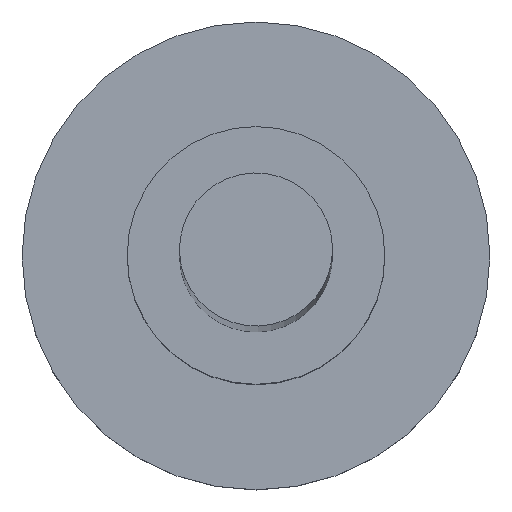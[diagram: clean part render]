
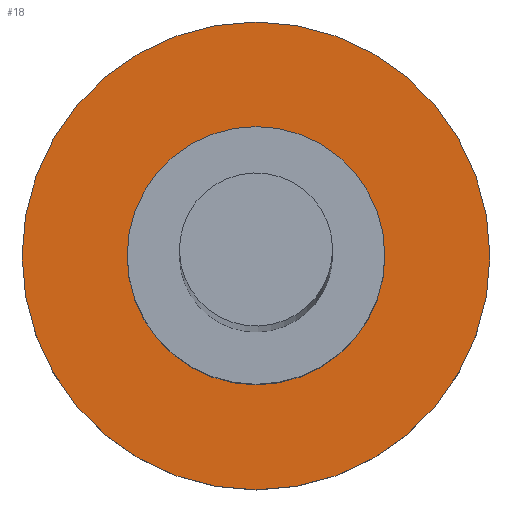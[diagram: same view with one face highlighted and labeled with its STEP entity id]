
A CAD part, top view. The second image highlights one B-rep face of the part: STEP entity #18.
In plain terms, the highlighted face is planar.
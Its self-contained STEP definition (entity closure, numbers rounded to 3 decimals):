
#5 = CARTESIAN_POINT ( 'NONE',  ( 0., -9., 0. ) ) ;
#12 = CIRCLE ( 'NONE', #315, 27.5 ) ;
#13 = CARTESIAN_POINT ( 'NONE',  ( 0., -9., 0. ) ) ;
#18 = ADVANCED_FACE ( 'NONE', ( #276, #377 ), #165, .T. ) ;
#20 = EDGE_CURVE ( 'NONE', #369, #134, #212, .T. ) ;
#23 = EDGE_LOOP ( 'NONE', ( #191, #125 ) ) ;
#29 = DIRECTION ( 'NONE',  ( 0., 0., -1. ) ) ;
#36 = DIRECTION ( 'NONE',  ( 0., 0., -1. ) ) ;
#84 = DIRECTION ( 'NONE',  ( 0., 0., -1. ) ) ;
#87 = CIRCLE ( 'NONE', #403, 27.5 ) ;
#95 = CARTESIAN_POINT ( 'NONE',  ( 0., -9., -27.5 ) ) ;
#109 = DIRECTION ( 'NONE',  ( 0., 0., -1. ) ) ;
#112 = EDGE_CURVE ( 'NONE', #134, #369, #381, .T. ) ;
#121 = AXIS2_PLACEMENT_3D ( 'NONE', #202, #235, #29 ) ;
#125 = ORIENTED_EDGE ( 'NONE', *, *, #20, .F. ) ;
#134 = VERTEX_POINT ( 'NONE', #342 ) ;
#135 = DIRECTION ( 'NONE',  ( 0., -1., 0. ) ) ;
#147 = DIRECTION ( 'NONE',  ( 0., -1., 0. ) ) ;
#160 = AXIS2_PLACEMENT_3D ( 'NONE', #5, #135, #36 ) ;
#165 = PLANE ( 'NONE',  #121 ) ;
#191 = ORIENTED_EDGE ( 'NONE', *, *, #112, .F. ) ;
#197 = EDGE_LOOP ( 'NONE', ( #266, #374 ) ) ;
#201 = VERTEX_POINT ( 'NONE', #392 ) ;
#202 = CARTESIAN_POINT ( 'NONE',  ( 27.5, -9., 0. ) ) ;
#212 = CIRCLE ( 'NONE', #373, 15.15 ) ;
#219 = EDGE_CURVE ( 'NONE', #201, #420, #87, .T. ) ;
#220 = EDGE_CURVE ( 'NONE', #420, #201, #12, .T. ) ;
#232 = CARTESIAN_POINT ( 'NONE',  ( 0., -9., 0. ) ) ;
#235 = DIRECTION ( 'NONE',  ( 0., -1., 0. ) ) ;
#266 = ORIENTED_EDGE ( 'NONE', *, *, #220, .T. ) ;
#269 = DIRECTION ( 'NONE',  ( 0., -1., 0. ) ) ;
#276 = FACE_OUTER_BOUND ( 'NONE', #197, .T. ) ;
#284 = DIRECTION ( 'NONE',  ( 0., 0., -1. ) ) ;
#294 = CARTESIAN_POINT ( 'NONE',  ( 0., -9., 15.15 ) ) ;
#313 = CARTESIAN_POINT ( 'NONE',  ( 0., -9., 0. ) ) ;
#315 = AXIS2_PLACEMENT_3D ( 'NONE', #313, #431, #84 ) ;
#342 = CARTESIAN_POINT ( 'NONE',  ( 0., -9., -15.15 ) ) ;
#369 = VERTEX_POINT ( 'NONE', #294 ) ;
#373 = AXIS2_PLACEMENT_3D ( 'NONE', #232, #269, #109 ) ;
#374 = ORIENTED_EDGE ( 'NONE', *, *, #219, .T. ) ;
#377 = FACE_BOUND ( 'NONE', #23, .T. ) ;
#381 = CIRCLE ( 'NONE', #160, 15.15 ) ;
#392 = CARTESIAN_POINT ( 'NONE',  ( 0., -9., 27.5 ) ) ;
#403 = AXIS2_PLACEMENT_3D ( 'NONE', #13, #147, #284 ) ;
#420 = VERTEX_POINT ( 'NONE', #95 ) ;
#431 = DIRECTION ( 'NONE',  ( 0., -1., 0. ) ) ;
